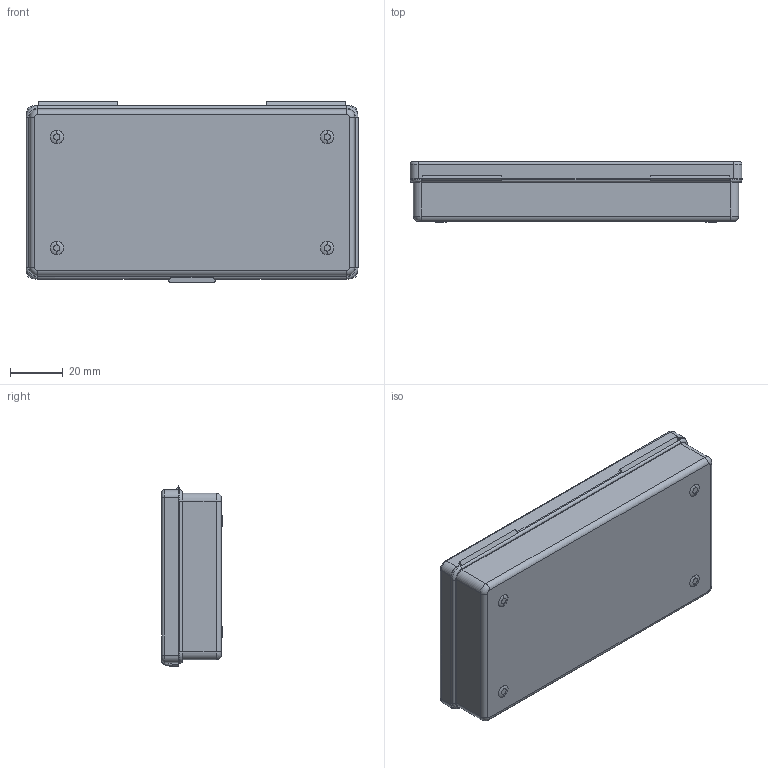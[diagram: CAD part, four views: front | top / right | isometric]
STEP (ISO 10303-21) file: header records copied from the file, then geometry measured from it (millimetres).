
FILE_DESCRIPTION (( 'STEP AP214' ), '1' );
FILE_NAME ('B126 Êîðîáêà ïëàñòèêîâàÿ, 120x60x20 ìì.STEP', '2020-02-06T13:03:42', ( 'Ïîëüçîâàòåëü Windows' ), ( '' ), 'SwSTEP 2.0', 'SolidWorks 2019', '' );
FILE_SCHEMA (( 'AUTOMOTIVE_DESIGN' ));
Length unit declared in the file: millimetre
Products named in the file (3): B126 澎觐耱黖00; B126 Êîðîáêà ïëàñòèêîâàÿ, 120x60x20 ìì; B126 Êðûøêà_00
Assembly tree (2 placements, depth 2):
  B126 Êîðîáêà ïëàñòèêîâàÿ, 120x60x20 ìì
    B126 澎觐耱黖00
    B126 Êðûøêà_00
Bounding box: 125.6 x 23 x 68.2 mm (x, y, z)
Volume: 29681.5 mm3; surface area: 49605.8 mm2
Topology: 2 solids, 2 shells, 255 faces, 629 edges, 380 vertices
Faces by surface type: cylinder 106, plane 96, torus 32, bspline 15, sphere 6
Entity records: 7994 total; most frequent: CARTESIAN_POINT 1988, DIRECTION 1249, ORIENTED_EDGE 1246, EDGE_CURVE 623, AXIS2_PLACEMENT_3D 451, VERTEX_POINT 380, VECTOR 347, LINE 347
